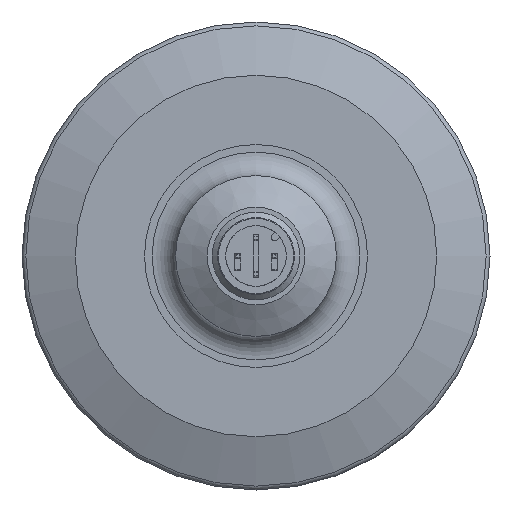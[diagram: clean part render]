
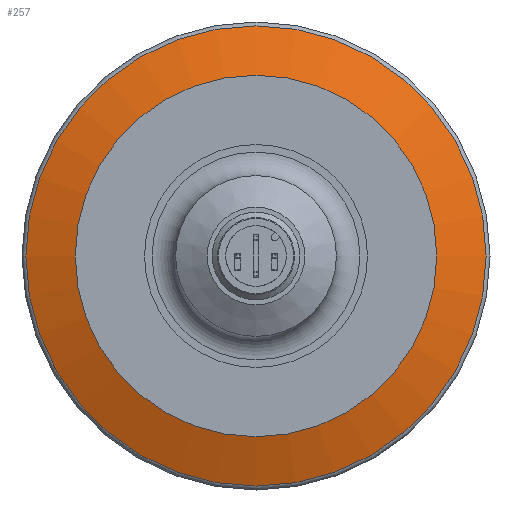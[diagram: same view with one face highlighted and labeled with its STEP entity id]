
A CAD part, front view. The second image highlights one B-rep face of the part: STEP entity #257.
In plain terms, the highlighted conical face has half-angle 70 degrees and reference radius 32 mm.
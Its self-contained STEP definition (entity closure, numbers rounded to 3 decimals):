
#257 = ADVANCED_FACE( '', ( #584, #585 ), #586, .T. );
#584 = FACE_OUTER_BOUND( '', #975, .T. );
#585 = FACE_BOUND( '', #976, .T. );
#586 = CONICAL_SURFACE( '', #977, 32., 1.222 );
#975 = EDGE_LOOP( '', ( #1649 ) );
#976 = EDGE_LOOP( '', ( #1650 ) );
#977 = AXIS2_PLACEMENT_3D( '', #1651, #1652, #1653 );
#1649 = ORIENTED_EDGE( '', *, *, #2208, .T. );
#1650 = ORIENTED_EDGE( '', *, *, #2383, .F. );
#1651 = CARTESIAN_POINT( '', ( 0., -2.85, 0. ) );
#1652 = DIRECTION( '', ( 0., 1., 0. ) );
#1653 = DIRECTION( '', ( 0., 0., 1. ) );
#2208 = EDGE_CURVE( '', #2635, #2635, #2636, .F. );
#2383 = EDGE_CURVE( '', #2909, #2909, #2910, .T. );
#2635 = VERTEX_POINT( '', #3230 );
#2636 = CIRCLE( '', #3231, 31.474 );
#2909 = VERTEX_POINT( '', #3589 );
#2910 = CIRCLE( '', #3590, 24.719 );
#3230 = CARTESIAN_POINT( '', ( 0., -3.042, 31.474 ) );
#3231 = AXIS2_PLACEMENT_3D( '', #3890, #3891, #3892 );
#3589 = CARTESIAN_POINT( '', ( 0., -5.5, -24.719 ) );
#3590 = AXIS2_PLACEMENT_3D( '', #4110, #4111, #4112 );
#3890 = CARTESIAN_POINT( '', ( 0., -3.042, 0. ) );
#3891 = DIRECTION( '', ( 0., 1., 0. ) );
#3892 = DIRECTION( '', ( 0., 0., 1. ) );
#4110 = CARTESIAN_POINT( '', ( 0., -5.5, 0. ) );
#4111 = DIRECTION( '', ( 0., -1., 0. ) );
#4112 = DIRECTION( '', ( 0., 0., -1. ) );
